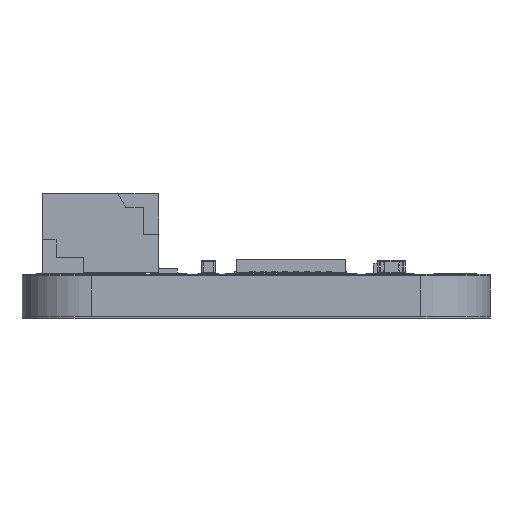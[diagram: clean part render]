
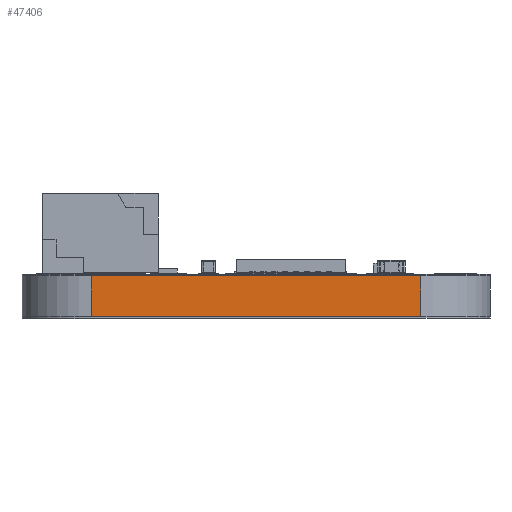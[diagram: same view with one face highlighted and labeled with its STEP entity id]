
A CAD part, left-side view. The second image highlights one B-rep face of the part: STEP entity #47406.
In plain terms, the highlighted planar face has unit normal (-1, 0, 0).
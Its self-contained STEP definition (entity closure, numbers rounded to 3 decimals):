
#1244=PLANE('',#50555);
#3529=FACE_OUTER_BOUND('',#6210,.T.);
#6210=EDGE_LOOP('',(#33508,#33509,#33510,#33511));
#9301=LINE('',#67202,#15284);
#9302=LINE('',#67205,#15285);
#9303=LINE('',#67207,#15286);
#9304=LINE('',#67208,#15287);
#15284=VECTOR('',#54233,10.);
#15285=VECTOR('',#54236,10.);
#15286=VECTOR('',#54237,10.);
#15287=VECTOR('',#54238,10.);
#22091=VERTEX_POINT('',#67198);
#22092=VERTEX_POINT('',#67200);
#22093=VERTEX_POINT('',#67204);
#22094=VERTEX_POINT('',#67206);
#26649=EDGE_CURVE('',#22091,#22092,#9301,.T.);
#26650=EDGE_CURVE('',#22093,#22091,#9302,.T.);
#26651=EDGE_CURVE('',#22094,#22092,#9303,.T.);
#26652=EDGE_CURVE('',#22093,#22094,#9304,.T.);
#33508=ORIENTED_EDGE('',*,*,#26650,.T.);
#33509=ORIENTED_EDGE('',*,*,#26649,.T.);
#33510=ORIENTED_EDGE('',*,*,#26651,.F.);
#33511=ORIENTED_EDGE('',*,*,#26652,.F.);
#47406=ADVANCED_FACE('',(#3529),#1244,.T.);
#50555=AXIS2_PLACEMENT_3D('',#67203,#54234,#54235);
#54233=DIRECTION('',(0.,0.,1.));
#54234=DIRECTION('center_axis',(-1.,0.,0.));
#54235=DIRECTION('ref_axis',(0.,-1.,0.));
#54236=DIRECTION('',(0.,-1.,0.));
#54237=DIRECTION('',(0.,-1.,0.));
#54238=DIRECTION('',(0.,0.,1.));
#67198=CARTESIAN_POINT('',(-11.748,1.27,0.));
#67200=CARTESIAN_POINT('',(-11.748,1.27,1.5));
#67202=CARTESIAN_POINT('',(-11.748,1.27,0.));
#67203=CARTESIAN_POINT('Origin',(-11.748,13.335,0.));
#67204=CARTESIAN_POINT('',(-11.748,13.335,0.));
#67205=CARTESIAN_POINT('',(-11.748,13.335,0.));
#67206=CARTESIAN_POINT('',(-11.748,13.335,1.5));
#67207=CARTESIAN_POINT('',(-11.748,13.335,1.5));
#67208=CARTESIAN_POINT('',(-11.748,13.335,0.));
